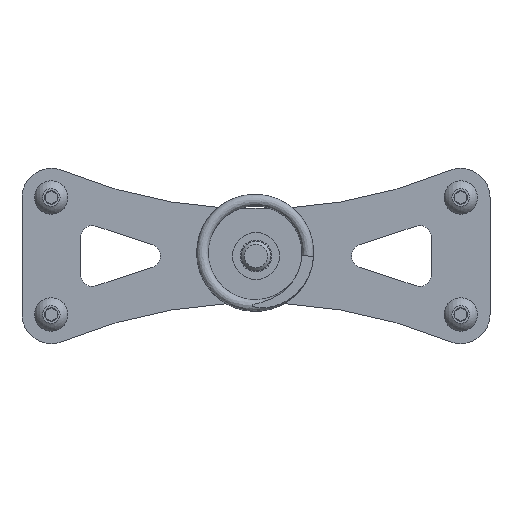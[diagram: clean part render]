
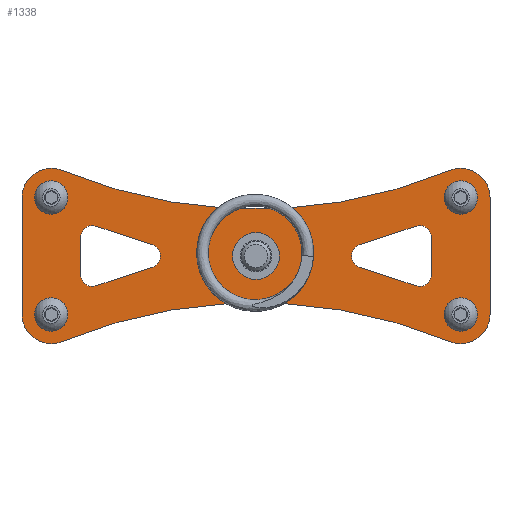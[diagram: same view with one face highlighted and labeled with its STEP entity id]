
A CAD part, front view. The second image highlights one B-rep face of the part: STEP entity #1338.
In plain terms, the highlighted planar face has unit normal (0, -1, 0).
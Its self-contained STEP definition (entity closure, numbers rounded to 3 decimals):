
#134=FACE_BOUND('',#363,.T.);
#135=FACE_BOUND('',#364,.T.);
#136=FACE_BOUND('',#365,.T.);
#137=FACE_BOUND('',#366,.T.);
#138=FACE_BOUND('',#367,.T.);
#139=FACE_BOUND('',#368,.T.);
#140=FACE_BOUND('',#369,.T.);
#183=PLANE('',#1556);
#264=FACE_OUTER_BOUND('',#362,.T.);
#362=EDGE_LOOP('',(#1208,#1209,#1210,#1211,#1212,#1213,#1214,#1215));
#363=EDGE_LOOP('',(#1216));
#364=EDGE_LOOP('',(#1217));
#365=EDGE_LOOP('',(#1218,#1219,#1220,#1221,#1222,#1223));
#366=EDGE_LOOP('',(#1224));
#367=EDGE_LOOP('',(#1225));
#368=EDGE_LOOP('',(#1226));
#369=EDGE_LOOP('',(#1227,#1228,#1229,#1230,#1231,#1232));
#421=LINE('',#2910,#511);
#427=LINE('',#2925,#517);
#430=LINE('',#2934,#520);
#433=LINE('',#2946,#523);
#437=LINE('',#2958,#527);
#442=LINE('',#2970,#532);
#448=LINE('',#3004,#538);
#455=LINE('',#3030,#545);
#511=VECTOR('',#1821,10.);
#517=VECTOR('',#1835,10.);
#520=VECTOR('',#1846,10.);
#523=VECTOR('',#1857,10.);
#527=VECTOR('',#1869,10.);
#532=VECTOR('',#1882,10.);
#538=VECTOR('',#1920,10.);
#545=VECTOR('',#1947,10.);
#586=CIRCLE('',#1497,2.);
#588=CIRCLE('',#1501,2.);
#590=CIRCLE('',#1505,2.);
#592=CIRCLE('',#1509,2.);
#594=CIRCLE('',#1513,2.);
#596=CIRCLE('',#1517,2.);
#599=CIRCLE('',#1522,2.5);
#601=CIRCLE('',#1525,2.5);
#603=CIRCLE('',#1528,2.5);
#605=CIRCLE('',#1531,2.5);
#607=CIRCLE('',#1534,4.);
#608=CIRCLE('',#1537,5.);
#610=CIRCLE('',#1540,86.);
#612=CIRCLE('',#1543,5.);
#614=CIRCLE('',#1547,5.);
#616=CIRCLE('',#1550,86.);
#618=CIRCLE('',#1553,5.);
#676=VERTEX_POINT('',#2900);
#677=VERTEX_POINT('',#2901);
#680=VERTEX_POINT('',#2909);
#682=VERTEX_POINT('',#2915);
#683=VERTEX_POINT('',#2916);
#686=VERTEX_POINT('',#2927);
#688=VERTEX_POINT('',#2936);
#689=VERTEX_POINT('',#2937);
#692=VERTEX_POINT('',#2945);
#694=VERTEX_POINT('',#2951);
#696=VERTEX_POINT('',#2957);
#698=VERTEX_POINT('',#2963);
#701=VERTEX_POINT('',#2974);
#703=VERTEX_POINT('',#2980);
#705=VERTEX_POINT('',#2986);
#707=VERTEX_POINT('',#2992);
#709=VERTEX_POINT('',#2998);
#710=VERTEX_POINT('',#3002);
#711=VERTEX_POINT('',#3003);
#714=VERTEX_POINT('',#3011);
#716=VERTEX_POINT('',#3017);
#718=VERTEX_POINT('',#3023);
#720=VERTEX_POINT('',#3029);
#722=VERTEX_POINT('',#3035);
#724=VERTEX_POINT('',#3041);
#820=EDGE_CURVE('',#676,#677,#586,.T.);
#824=EDGE_CURVE('',#677,#680,#421,.T.);
#827=EDGE_CURVE('',#682,#683,#588,.T.);
#832=EDGE_CURVE('',#683,#676,#427,.T.);
#833=EDGE_CURVE('',#680,#686,#590,.T.);
#837=EDGE_CURVE('',#686,#682,#430,.T.);
#838=EDGE_CURVE('',#688,#689,#592,.T.);
#842=EDGE_CURVE('',#689,#692,#433,.T.);
#845=EDGE_CURVE('',#692,#694,#594,.T.);
#848=EDGE_CURVE('',#694,#696,#437,.T.);
#851=EDGE_CURVE('',#696,#698,#596,.T.);
#855=EDGE_CURVE('',#698,#688,#442,.T.);
#858=EDGE_CURVE('',#701,#701,#599,.T.);
#861=EDGE_CURVE('',#703,#703,#601,.T.);
#864=EDGE_CURVE('',#705,#705,#603,.T.);
#867=EDGE_CURVE('',#707,#707,#605,.T.);
#870=EDGE_CURVE('',#709,#709,#607,.T.);
#871=EDGE_CURVE('',#710,#711,#448,.T.);
#875=EDGE_CURVE('',#714,#711,#608,.T.);
#878=EDGE_CURVE('',#714,#716,#610,.T.);
#881=EDGE_CURVE('',#718,#716,#612,.T.);
#884=EDGE_CURVE('',#720,#718,#455,.T.);
#887=EDGE_CURVE('',#722,#720,#614,.T.);
#890=EDGE_CURVE('',#722,#724,#616,.T.);
#893=EDGE_CURVE('',#710,#724,#618,.T.);
#1208=ORIENTED_EDGE('',*,*,#893,.F.);
#1209=ORIENTED_EDGE('',*,*,#871,.T.);
#1210=ORIENTED_EDGE('',*,*,#875,.F.);
#1211=ORIENTED_EDGE('',*,*,#878,.T.);
#1212=ORIENTED_EDGE('',*,*,#881,.F.);
#1213=ORIENTED_EDGE('',*,*,#884,.F.);
#1214=ORIENTED_EDGE('',*,*,#887,.F.);
#1215=ORIENTED_EDGE('',*,*,#890,.T.);
#1216=ORIENTED_EDGE('',*,*,#870,.F.);
#1217=ORIENTED_EDGE('',*,*,#867,.F.);
#1218=ORIENTED_EDGE('',*,*,#851,.F.);
#1219=ORIENTED_EDGE('',*,*,#848,.F.);
#1220=ORIENTED_EDGE('',*,*,#845,.F.);
#1221=ORIENTED_EDGE('',*,*,#842,.F.);
#1222=ORIENTED_EDGE('',*,*,#838,.F.);
#1223=ORIENTED_EDGE('',*,*,#855,.F.);
#1224=ORIENTED_EDGE('',*,*,#864,.F.);
#1225=ORIENTED_EDGE('',*,*,#861,.F.);
#1226=ORIENTED_EDGE('',*,*,#858,.F.);
#1227=ORIENTED_EDGE('',*,*,#827,.F.);
#1228=ORIENTED_EDGE('',*,*,#837,.F.);
#1229=ORIENTED_EDGE('',*,*,#833,.F.);
#1230=ORIENTED_EDGE('',*,*,#824,.F.);
#1231=ORIENTED_EDGE('',*,*,#820,.F.);
#1232=ORIENTED_EDGE('',*,*,#832,.F.);
#1338=ADVANCED_FACE('',(#264,#134,#135,#136,#137,#138,#139,#140),#183,.F.);
#1497=AXIS2_PLACEMENT_3D('',#2902,#1813,#1814);
#1501=AXIS2_PLACEMENT_3D('',#2917,#1826,#1827);
#1505=AXIS2_PLACEMENT_3D('',#2928,#1838,#1839);
#1509=AXIS2_PLACEMENT_3D('',#2938,#1849,#1850);
#1513=AXIS2_PLACEMENT_3D('',#2952,#1862,#1863);
#1517=AXIS2_PLACEMENT_3D('',#2964,#1874,#1875);
#1522=AXIS2_PLACEMENT_3D('',#2976,#1888,#1889);
#1525=AXIS2_PLACEMENT_3D('',#2982,#1895,#1896);
#1528=AXIS2_PLACEMENT_3D('',#2988,#1902,#1903);
#1531=AXIS2_PLACEMENT_3D('',#2994,#1909,#1910);
#1534=AXIS2_PLACEMENT_3D('',#3000,#1916,#1917);
#1537=AXIS2_PLACEMENT_3D('',#3012,#1926,#1927);
#1540=AXIS2_PLACEMENT_3D('',#3018,#1933,#1934);
#1543=AXIS2_PLACEMENT_3D('',#3024,#1940,#1941);
#1547=AXIS2_PLACEMENT_3D('',#3036,#1952,#1953);
#1550=AXIS2_PLACEMENT_3D('',#3042,#1959,#1960);
#1553=AXIS2_PLACEMENT_3D('',#3047,#1966,#1967);
#1556=AXIS2_PLACEMENT_3D('',#3050,#1972,#1973);
#1813=DIRECTION('center_axis',(0.,-1.,0.));
#1814=DIRECTION('ref_axis',(0.585,0.,-0.811));
#1821=DIRECTION('',(0.,0.,1.));
#1826=DIRECTION('center_axis',(0.,-1.,0.));
#1827=DIRECTION('ref_axis',(-1.,0.,0.));
#1835=DIRECTION('',(0.949,0.,-0.316));
#1838=DIRECTION('center_axis',(0.,-1.,0.));
#1839=DIRECTION('ref_axis',(0.585,0.,0.811));
#1846=DIRECTION('',(-0.949,0.,-0.316));
#1849=DIRECTION('center_axis',(0.,-1.,0.));
#1850=DIRECTION('ref_axis',(1.,0.,0.));
#1857=DIRECTION('',(-0.949,0.,0.316));
#1862=DIRECTION('center_axis',(0.,-1.,0.));
#1863=DIRECTION('ref_axis',(-0.585,0.,0.811));
#1869=DIRECTION('',(0.,0.,-1.));
#1874=DIRECTION('center_axis',(0.,-1.,0.));
#1875=DIRECTION('ref_axis',(-0.585,0.,-0.811));
#1882=DIRECTION('',(0.949,0.,0.316));
#1888=DIRECTION('center_axis',(0.,-1.,0.));
#1889=DIRECTION('ref_axis',(1.,0.,0.));
#1895=DIRECTION('center_axis',(0.,-1.,0.));
#1896=DIRECTION('ref_axis',(1.,0.,0.));
#1902=DIRECTION('center_axis',(0.,-1.,0.));
#1903=DIRECTION('ref_axis',(1.,0.,0.));
#1909=DIRECTION('center_axis',(0.,-1.,0.));
#1910=DIRECTION('ref_axis',(1.,0.,0.));
#1916=DIRECTION('center_axis',(0.,-1.,0.));
#1917=DIRECTION('ref_axis',(1.,0.,0.));
#1920=DIRECTION('',(0.,0.,1.));
#1926=DIRECTION('center_axis',(0.,1.,0.));
#1927=DIRECTION('ref_axis',(-1.,0.,0.));
#1933=DIRECTION('center_axis',(0.,1.,0.));
#1934=DIRECTION('ref_axis',(0.385,0.,-0.923));
#1940=DIRECTION('center_axis',(0.,1.,0.));
#1941=DIRECTION('ref_axis',(-1.,0.,0.));
#1947=DIRECTION('',(0.,0.,1.));
#1952=DIRECTION('center_axis',(0.,1.,0.));
#1953=DIRECTION('ref_axis',(1.,0.,0.));
#1959=DIRECTION('center_axis',(0.,1.,0.));
#1960=DIRECTION('ref_axis',(-0.385,0.,0.923));
#1966=DIRECTION('center_axis',(0.,1.,0.));
#1967=DIRECTION('ref_axis',(1.,0.,0.));
#1972=DIRECTION('center_axis',(0.,1.,0.));
#1973=DIRECTION('ref_axis',(1.,0.,0.));
#2900=CARTESIAN_POINT('',(27.368,0.,-5.123));
#2901=CARTESIAN_POINT('',(30.,0.,-3.225));
#2902=CARTESIAN_POINT('Origin',(28.,0.,-3.225));
#2909=CARTESIAN_POINT('',(30.,0.,3.225));
#2910=CARTESIAN_POINT('',(30.,0.,-6.));
#2915=CARTESIAN_POINT('',(17.692,0.,1.897));
#2916=CARTESIAN_POINT('',(17.692,0.,-1.897));
#2917=CARTESIAN_POINT('Origin',(18.325,0.,0.));
#2925=CARTESIAN_POINT('',(12.,0.,0.));
#2927=CARTESIAN_POINT('',(27.368,0.,5.123));
#2928=CARTESIAN_POINT('Origin',(28.,0.,3.225));
#2934=CARTESIAN_POINT('',(12.,0.,0.));
#2936=CARTESIAN_POINT('',(-17.692,0.,-1.897));
#2937=CARTESIAN_POINT('',(-17.692,0.,1.897));
#2938=CARTESIAN_POINT('Origin',(-18.325,0.,0.));
#2945=CARTESIAN_POINT('',(-27.368,0.,5.123));
#2946=CARTESIAN_POINT('',(-12.,0.,0.));
#2951=CARTESIAN_POINT('',(-30.,0.,3.225));
#2952=CARTESIAN_POINT('Origin',(-28.,0.,3.225));
#2957=CARTESIAN_POINT('',(-30.,0.,-3.225));
#2958=CARTESIAN_POINT('',(-30.,0.,-6.));
#2963=CARTESIAN_POINT('',(-27.368,0.,-5.123));
#2964=CARTESIAN_POINT('Origin',(-28.,0.,-3.225));
#2970=CARTESIAN_POINT('',(-12.,0.,0.));
#2974=CARTESIAN_POINT('',(32.5,0.,10.));
#2976=CARTESIAN_POINT('Origin',(35.,0.,10.));
#2980=CARTESIAN_POINT('',(32.5,0.,-10.));
#2982=CARTESIAN_POINT('Origin',(35.,0.,-10.));
#2986=CARTESIAN_POINT('',(-37.5,0.,10.));
#2988=CARTESIAN_POINT('Origin',(-35.,0.,10.));
#2992=CARTESIAN_POINT('',(-37.5,0.,-10.));
#2994=CARTESIAN_POINT('Origin',(-35.,0.,-10.));
#2998=CARTESIAN_POINT('',(-4.,0.,0.));
#3000=CARTESIAN_POINT('Origin',(0.,0.,0.));
#3002=CARTESIAN_POINT('',(40.,0.,-10.));
#3003=CARTESIAN_POINT('',(40.,0.,10.));
#3004=CARTESIAN_POINT('',(40.,0.,-10.));
#3011=CARTESIAN_POINT('',(33.077,0.,14.615));
#3012=CARTESIAN_POINT('Origin',(35.,0.,10.));
#3017=CARTESIAN_POINT('',(-33.077,0.,14.615));
#3018=CARTESIAN_POINT('Origin',(0.,0.,94.));
#3023=CARTESIAN_POINT('',(-40.,0.,10.));
#3024=CARTESIAN_POINT('Origin',(-35.,0.,10.));
#3029=CARTESIAN_POINT('',(-40.,0.,-10.));
#3030=CARTESIAN_POINT('',(-40.,0.,-10.));
#3035=CARTESIAN_POINT('',(-33.077,0.,-14.615));
#3036=CARTESIAN_POINT('Origin',(-35.,0.,-10.));
#3041=CARTESIAN_POINT('',(33.077,0.,-14.615));
#3042=CARTESIAN_POINT('Origin',(0.,0.,-94.));
#3047=CARTESIAN_POINT('Origin',(35.,0.,-10.));
#3050=CARTESIAN_POINT('Origin',(0.,0.,0.));
